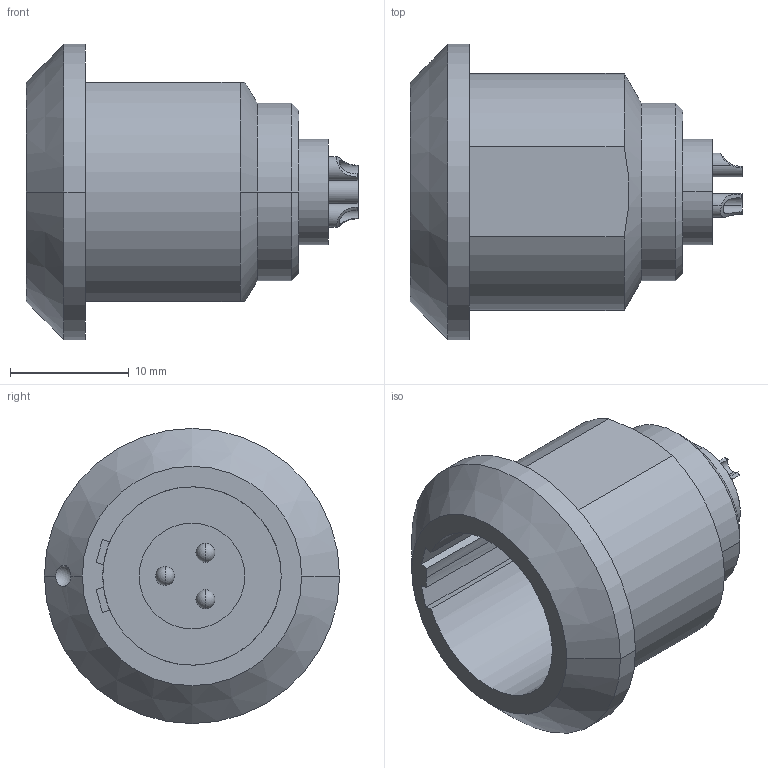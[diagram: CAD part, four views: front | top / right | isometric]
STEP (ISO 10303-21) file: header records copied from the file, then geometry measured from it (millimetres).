
FILE_DESCRIPTION((''),'2;1');
FILE_NAME('G12KAC-P03M','2013-01-31T',('rtrager'),(''),'PRO/ENGINEER BY PARAMETRIC TECHNOLOGY CORPORATION, 2010330','PRO/ENGINEER BY PARAMETRIC TECHNOLOGY CORPORATION, 2010330','');
FILE_SCHEMA(('CONFIG_CONTROL_DESIGN'));
Length unit declared in the file: millimetre
Products named in the file (1): G12KAC-P03M
Bounding box: 28 x 24.9 x 24.9 mm (x, y, z)
Volume: 4450.8 mm3; surface area: 3251.4 mm2
Topology: 1 solids, 1 shells, 83 faces, 209 edges, 131 vertices
Faces by surface type: cylinder 36, plane 26, sphere 7, cone 6, bspline 5, torus 3
Entity records: 3255 total; most frequent: CARTESIAN_POINT 1239, DIRECTION 425, ORIENTED_EDGE 402, EDGE_CURVE 201, AXIS2_PLACEMENT_3D 169, VERTEX_POINT 131, EDGE_LOOP 94, CIRCLE 91
